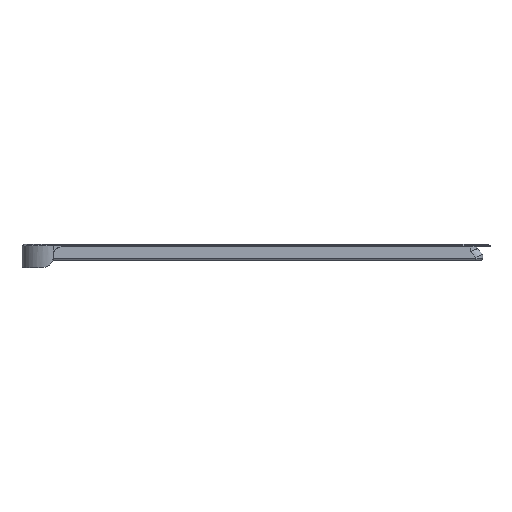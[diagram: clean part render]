
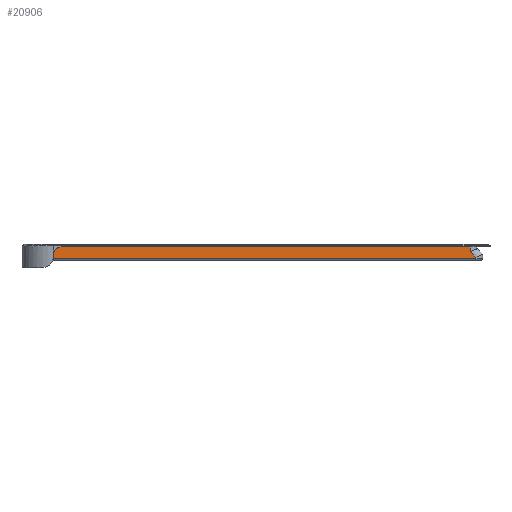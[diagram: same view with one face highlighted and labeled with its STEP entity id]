
A CAD part, front view. The second image highlights one B-rep face of the part: STEP entity #20906.
In plain terms, the highlighted planar face has unit normal (0, -1, 0).
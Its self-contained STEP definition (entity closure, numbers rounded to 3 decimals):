
#15676 = PLANE('',#15677);
#15677 = AXIS2_PLACEMENT_3D('',#15678,#15679,#15680);
#15678 = CARTESIAN_POINT('',(-64.509,0.,48.));
#15679 = DIRECTION('',(0.,0.,-1.));
#15680 = DIRECTION('',(0.,-1.,0.));
#18039 = VERTEX_POINT('',#18040);
#18040 = CARTESIAN_POINT('',(-124.,-26.455,48.));
#18059 = CYLINDRICAL_SURFACE('',#18060,7.);
#18060 = AXIS2_PLACEMENT_3D('',#18061,#18062,#18063);
#18061 = CARTESIAN_POINT('',(-124.,-19.455,48.));
#18062 = DIRECTION('',(0.,0.,-1.));
#18063 = DIRECTION('',(-1.,0.,0.));
#18071 = EDGE_CURVE('',#18072,#18039,#18074,.T.);
#18072 = VERTEX_POINT('',#18073);
#18073 = CARTESIAN_POINT('',(-4.6,-26.455,48.));
#18074 = SURFACE_CURVE('',#18075,(#18079,#18086),.PCURVE_S1.);
#18075 = LINE('',#18076,#18077);
#18076 = CARTESIAN_POINT('',(-1.,-26.455,48.));
#18077 = VECTOR('',#18078,1.);
#18078 = DIRECTION('',(-1.,0.,0.));
#18079 = PCURVE('',#15676,#18080);
#18080 = DEFINITIONAL_REPRESENTATION('',(#18081),#18085);
#18081 = LINE('',#18082,#18083);
#18082 = CARTESIAN_POINT('',(26.455,-63.509));
#18083 = VECTOR('',#18084,1.);
#18084 = DIRECTION('',(0.,1.));
#18085 = ( GEOMETRIC_REPRESENTATION_CONTEXT(2) 
PARAMETRIC_REPRESENTATION_CONTEXT() REPRESENTATION_CONTEXT('2D SPACE',''
  ) );
#18086 = PCURVE('',#18087,#18092);
#18087 = PLANE('',#18088);
#18088 = AXIS2_PLACEMENT_3D('',#18089,#18090,#18091);
#18089 = CARTESIAN_POINT('',(-1.,-26.455,48.));
#18090 = DIRECTION('',(0.,-1.,0.));
#18091 = DIRECTION('',(-1.,0.,0.));
#18092 = DEFINITIONAL_REPRESENTATION('',(#18093),#18097);
#18093 = LINE('',#18094,#18095);
#18094 = CARTESIAN_POINT('',(0.,0.));
#18095 = VECTOR('',#18096,1.);
#18096 = DIRECTION('',(1.,0.));
#18097 = ( GEOMETRIC_REPRESENTATION_CONTEXT(2) 
PARAMETRIC_REPRESENTATION_CONTEXT() REPRESENTATION_CONTEXT('2D SPACE',''
  ) );
#18120 = CYLINDRICAL_SURFACE('',#18121,2.);
#18121 = AXIS2_PLACEMENT_3D('',#18122,#18123,#18124);
#18122 = CARTESIAN_POINT('',(-4.6,-24.455,48.));
#18123 = DIRECTION('',(0.,0.,1.));
#18124 = DIRECTION('',(0.707,-0.707,0.
    ));
#20856 = VERTEX_POINT('',#20857);
#20857 = CARTESIAN_POINT('',(-124.,-26.455,44.6));
#20884 = EDGE_CURVE('',#18039,#20856,#20885,.T.);
#20885 = SURFACE_CURVE('',#20886,(#20890,#20897),.PCURVE_S1.);
#20886 = LINE('',#20887,#20888);
#20887 = CARTESIAN_POINT('',(-124.,-26.455,48.));
#20888 = VECTOR('',#20889,1.);
#20889 = DIRECTION('',(0.,0.,-1.));
#20890 = PCURVE('',#18059,#20891);
#20891 = DEFINITIONAL_REPRESENTATION('',(#20892),#20896);
#20892 = LINE('',#20893,#20894);
#20893 = CARTESIAN_POINT('',(4.712,0.));
#20894 = VECTOR('',#20895,1.);
#20895 = DIRECTION('',(0.,1.));
#20896 = ( GEOMETRIC_REPRESENTATION_CONTEXT(2) 
PARAMETRIC_REPRESENTATION_CONTEXT() REPRESENTATION_CONTEXT('2D SPACE',''
  ) );
#20897 = PCURVE('',#18087,#20898);
#20898 = DEFINITIONAL_REPRESENTATION('',(#20899),#20903);
#20899 = LINE('',#20900,#20901);
#20900 = CARTESIAN_POINT('',(123.,0.));
#20901 = VECTOR('',#20902,1.);
#20902 = DIRECTION('',(0.,1.));
#20903 = ( GEOMETRIC_REPRESENTATION_CONTEXT(2) 
PARAMETRIC_REPRESENTATION_CONTEXT() REPRESENTATION_CONTEXT('2D SPACE',''
  ) );
#20906 = ADVANCED_FACE('',(#20907),#18087,.T.);
#20907 = FACE_BOUND('',#20908,.T.);
#20908 = EDGE_LOOP('',(#20909,#20937,#20965,#20993,#21014,#21015));
#20909 = ORIENTED_EDGE('',*,*,#20910,.F.);
#20910 = EDGE_CURVE('',#20911,#20856,#20913,.T.);
#20911 = VERTEX_POINT('',#20912);
#20912 = CARTESIAN_POINT('',(-3.,-26.455,44.6));
#20913 = SURFACE_CURVE('',#20914,(#20918,#20925),.PCURVE_S1.);
#20914 = LINE('',#20915,#20916);
#20915 = CARTESIAN_POINT('',(-33.5,-26.455,44.6));
#20916 = VECTOR('',#20917,1.);
#20917 = DIRECTION('',(-1.,0.,0.));
#20918 = PCURVE('',#18087,#20919);
#20919 = DEFINITIONAL_REPRESENTATION('',(#20920),#20924);
#20920 = LINE('',#20921,#20922);
#20921 = CARTESIAN_POINT('',(32.5,3.4));
#20922 = VECTOR('',#20923,1.);
#20923 = DIRECTION('',(1.,0.));
#20924 = ( GEOMETRIC_REPRESENTATION_CONTEXT(2) 
PARAMETRIC_REPRESENTATION_CONTEXT() REPRESENTATION_CONTEXT('2D SPACE',''
  ) );
#20925 = PCURVE('',#20926,#20931);
#20926 = PLANE('',#20927);
#20927 = AXIS2_PLACEMENT_3D('',#20928,#20929,#20930);
#20928 = CARTESIAN_POINT('',(-33.5,-26.255,44.3));
#20929 = DIRECTION('',(0.,-0.832,-0.555));
#20930 = DIRECTION('',(0.,-0.555,0.832)
  );
#20931 = DEFINITIONAL_REPRESENTATION('',(#20932),#20936);
#20932 = LINE('',#20933,#20934);
#20933 = CARTESIAN_POINT('',(0.361,0.));
#20934 = VECTOR('',#20935,1.);
#20935 = DIRECTION('',(0.,1.));
#20936 = ( GEOMETRIC_REPRESENTATION_CONTEXT(2) 
PARAMETRIC_REPRESENTATION_CONTEXT() REPRESENTATION_CONTEXT('2D SPACE',''
  ) );
#20937 = ORIENTED_EDGE('',*,*,#20938,.F.);
#20938 = EDGE_CURVE('',#20939,#20911,#20941,.T.);
#20939 = VERTEX_POINT('',#20940);
#20940 = CARTESIAN_POINT('',(-3.,-26.455,45.072));
#20941 = SURFACE_CURVE('',#20942,(#20946,#20953),.PCURVE_S1.);
#20942 = LINE('',#20943,#20944);
#20943 = CARTESIAN_POINT('',(-3.,-26.455,46.95));
#20944 = VECTOR('',#20945,1.);
#20945 = DIRECTION('',(0.,0.,-1.));
#20946 = PCURVE('',#18087,#20947);
#20947 = DEFINITIONAL_REPRESENTATION('',(#20948),#20952);
#20948 = LINE('',#20949,#20950);
#20949 = CARTESIAN_POINT('',(2.,1.05));
#20950 = VECTOR('',#20951,1.);
#20951 = DIRECTION('',(0.,1.));
#20952 = ( GEOMETRIC_REPRESENTATION_CONTEXT(2) 
PARAMETRIC_REPRESENTATION_CONTEXT() REPRESENTATION_CONTEXT('2D SPACE',''
  ) );
#20953 = PCURVE('',#20954,#20959);
#20954 = CYLINDRICAL_SURFACE('',#20955,2.);
#20955 = AXIS2_PLACEMENT_3D('',#20956,#20957,#20958);
#20956 = CARTESIAN_POINT('',(-3.,-24.455,46.95));
#20957 = DIRECTION('',(0.,0.,1.));
#20958 = DIRECTION('',(0.707,-0.707,0.));
#20959 = DEFINITIONAL_REPRESENTATION('',(#20960),#20964);
#20960 = LINE('',#20961,#20962);
#20961 = CARTESIAN_POINT('',(5.498,0.));
#20962 = VECTOR('',#20963,1.);
#20963 = DIRECTION('',(0.,-1.));
#20964 = ( GEOMETRIC_REPRESENTATION_CONTEXT(2) 
PARAMETRIC_REPRESENTATION_CONTEXT() REPRESENTATION_CONTEXT('2D SPACE',''
  ) );
#20965 = ORIENTED_EDGE('',*,*,#20966,.F.);
#20966 = EDGE_CURVE('',#20967,#20939,#20969,.T.);
#20967 = VERTEX_POINT('',#20968);
#20968 = CARTESIAN_POINT('',(-4.6,-26.455,46.672));
#20969 = SURFACE_CURVE('',#20970,(#20974,#20981),.PCURVE_S1.);
#20970 = LINE('',#20971,#20972);
#20971 = CARTESIAN_POINT('',(-3.739,-26.455,45.811));
#20972 = VECTOR('',#20973,1.);
#20973 = DIRECTION('',(0.707,0.,-0.707));
#20974 = PCURVE('',#18087,#20975);
#20975 = DEFINITIONAL_REPRESENTATION('',(#20976),#20980);
#20976 = LINE('',#20977,#20978);
#20977 = CARTESIAN_POINT('',(2.739,2.189));
#20978 = VECTOR('',#20979,1.);
#20979 = DIRECTION('',(-0.707,0.707));
#20980 = ( GEOMETRIC_REPRESENTATION_CONTEXT(2) 
PARAMETRIC_REPRESENTATION_CONTEXT() REPRESENTATION_CONTEXT('2D SPACE',''
  ) );
#20981 = PCURVE('',#20982,#20987);
#20982 = CYLINDRICAL_SURFACE('',#20983,2.);
#20983 = AXIS2_PLACEMENT_3D('',#20984,#20985,#20986);
#20984 = CARTESIAN_POINT('',(-3.739,-24.455,45.811));
#20985 = DIRECTION('',(-0.707,0.,0.707));
#20986 = DIRECTION('',(0.5,-0.707,0.5));
#20987 = DEFINITIONAL_REPRESENTATION('',(#20988),#20992);
#20988 = LINE('',#20989,#20990);
#20989 = CARTESIAN_POINT('',(5.498,0.));
#20990 = VECTOR('',#20991,1.);
#20991 = DIRECTION('',(0.,-1.));
#20992 = ( GEOMETRIC_REPRESENTATION_CONTEXT(2) 
PARAMETRIC_REPRESENTATION_CONTEXT() REPRESENTATION_CONTEXT('2D SPACE',''
  ) );
#20993 = ORIENTED_EDGE('',*,*,#20994,.F.);
#20994 = EDGE_CURVE('',#18072,#20967,#20995,.T.);
#20995 = SURFACE_CURVE('',#20996,(#21000,#21007),.PCURVE_S1.);
#20996 = LINE('',#20997,#20998);
#20997 = CARTESIAN_POINT('',(-4.6,-26.455,48.));
#20998 = VECTOR('',#20999,1.);
#20999 = DIRECTION('',(0.,-0.,-1.));
#21000 = PCURVE('',#18087,#21001);
#21001 = DEFINITIONAL_REPRESENTATION('',(#21002),#21006);
#21002 = LINE('',#21003,#21004);
#21003 = CARTESIAN_POINT('',(3.6,0.));
#21004 = VECTOR('',#21005,1.);
#21005 = DIRECTION('',(0.,1.));
#21006 = ( GEOMETRIC_REPRESENTATION_CONTEXT(2) 
PARAMETRIC_REPRESENTATION_CONTEXT() REPRESENTATION_CONTEXT('2D SPACE',''
  ) );
#21007 = PCURVE('',#18120,#21008);
#21008 = DEFINITIONAL_REPRESENTATION('',(#21009),#21013);
#21009 = LINE('',#21010,#21011);
#21010 = CARTESIAN_POINT('',(5.498,0.));
#21011 = VECTOR('',#21012,1.);
#21012 = DIRECTION('',(0.,-1.));
#21013 = ( GEOMETRIC_REPRESENTATION_CONTEXT(2) 
PARAMETRIC_REPRESENTATION_CONTEXT() REPRESENTATION_CONTEXT('2D SPACE',''
  ) );
#21014 = ORIENTED_EDGE('',*,*,#18071,.T.);
#21015 = ORIENTED_EDGE('',*,*,#20884,.T.);
